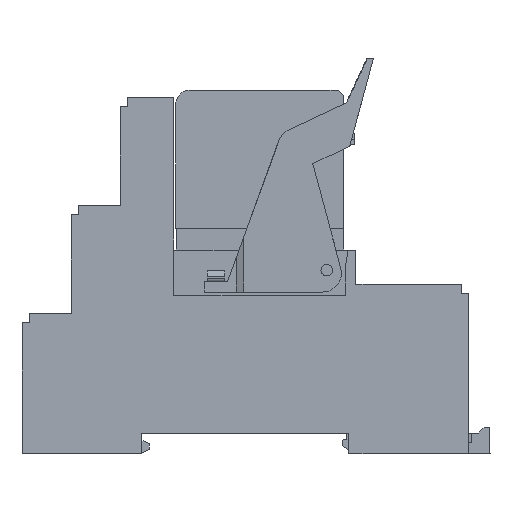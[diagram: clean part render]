
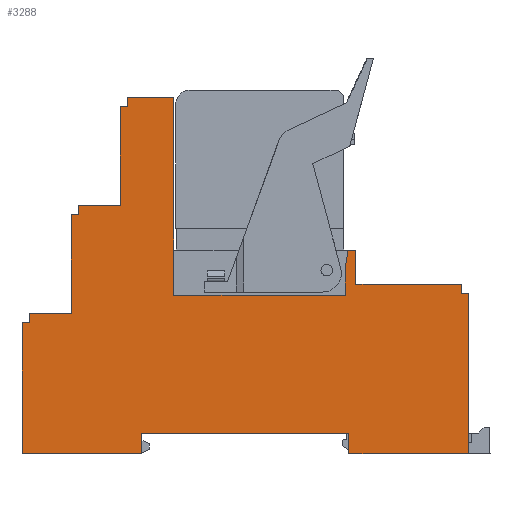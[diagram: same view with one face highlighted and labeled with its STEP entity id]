
A CAD part, left-side view. The second image highlights one B-rep face of the part: STEP entity #3288.
In plain terms, the highlighted planar face has unit normal (-1, 0, 0).
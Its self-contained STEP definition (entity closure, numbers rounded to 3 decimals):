
#3196=AXIS2_PLACEMENT_3D('Plane Axis2P3D',#3193,#3194,#3195) ;
#326=CARTESIAN_POINT('Vertex',(0.,59.75,0.)) ;
#329=CARTESIAN_POINT('Line Origine',(0.,69.95,0.)) ;
#333=CARTESIAN_POINT('Vertex',(0.,80.15,0.)) ;
#358=CARTESIAN_POINT('Line Origine',(0.,80.15,11.2)) ;
#362=CARTESIAN_POINT('Vertex',(0.,80.15,22.4)) ;
#627=CARTESIAN_POINT('Vertex',(0.,78.95,22.4)) ;
#630=CARTESIAN_POINT('Line Origine',(0.,78.95,23.2)) ;
#634=CARTESIAN_POINT('Vertex',(0.,78.95,24.)) ;
#673=CARTESIAN_POINT('Line Origine',(0.,75.35,24.)) ;
#677=CARTESIAN_POINT('Vertex',(0.,71.75,24.)) ;
#894=CARTESIAN_POINT('Line Origine',(0.,71.75,32.45)) ;
#898=CARTESIAN_POINT('Vertex',(0.,71.75,40.9)) ;
#1153=CARTESIAN_POINT('Vertex',(0.,70.55,40.9)) ;
#1156=CARTESIAN_POINT('Line Origine',(0.,70.55,41.7)) ;
#1160=CARTESIAN_POINT('Vertex',(0.,70.55,42.5)) ;
#1197=CARTESIAN_POINT('Line Origine',(0.,66.95,42.5)) ;
#1201=CARTESIAN_POINT('Vertex',(0.,63.35,42.5)) ;
#1342=CARTESIAN_POINT('Line Origine',(0.,63.35,50.95)) ;
#1346=CARTESIAN_POINT('Vertex',(0.,63.35,59.4)) ;
#1597=CARTESIAN_POINT('Vertex',(0.,62.15,59.4)) ;
#1600=CARTESIAN_POINT('Line Origine',(0.,62.15,60.2)) ;
#1604=CARTESIAN_POINT('Vertex',(0.,62.15,61.)) ;
#1641=CARTESIAN_POINT('Line Origine',(0.,58.15,61.)) ;
#1645=CARTESIAN_POINT('Vertex',(0.,54.15,61.)) ;
#1786=CARTESIAN_POINT('Line Origine',(0.,54.15,44.05)) ;
#1790=CARTESIAN_POINT('Vertex',(0.,54.15,27.1)) ;
#2016=CARTESIAN_POINT('Vertex',(0.,24.322,34.85)) ;
#2019=CARTESIAN_POINT('Line Origine',(0.,23.636,34.85)) ;
#2023=CARTESIAN_POINT('Vertex',(0.,22.95,34.85)) ;
#2212=CARTESIAN_POINT('Vertex',(0.,22.95,29.)) ;
#2215=CARTESIAN_POINT('Line Origine',(0.,13.95,29.)) ;
#2219=CARTESIAN_POINT('Vertex',(0.,4.95,29.)) ;
#2489=CARTESIAN_POINT('Line Origine',(0.,4.95,28.2)) ;
#2493=CARTESIAN_POINT('Vertex',(0.,4.95,27.4)) ;
#2780=CARTESIAN_POINT('Vertex',(0.,3.75,27.4)) ;
#2783=CARTESIAN_POINT('Line Origine',(0.,3.75,13.7)) ;
#2787=CARTESIAN_POINT('Vertex',(0.,3.75,0.)) ;
#3034=CARTESIAN_POINT('Vertex',(0.,24.15,3.5)) ;
#3037=CARTESIAN_POINT('Line Origine',(0.,41.95,3.5)) ;
#3041=CARTESIAN_POINT('Vertex',(0.,59.75,3.5)) ;
#3193=CARTESIAN_POINT('Axis2P3D Location',(0.,0.,0.)) ;
#3198=CARTESIAN_POINT('Line Origine',(0.,24.15,1.75)) ;
#3202=CARTESIAN_POINT('Vertex',(0.,24.15,0.)) ;
#3205=CARTESIAN_POINT('Line Origine',(0.,13.95,0.)) ;
#3210=CARTESIAN_POINT('Line Origine',(0.,4.35,27.4)) ;
#3215=CARTESIAN_POINT('Line Origine',(0.,22.95,31.925)) ;
#3220=CARTESIAN_POINT('Line Origine',(0.,24.536,33.425)) ;
#3224=CARTESIAN_POINT('Vertex',(0.,24.75,32.)) ;
#3227=CARTESIAN_POINT('Line Origine',(0.,24.75,29.55)) ;
#3231=CARTESIAN_POINT('Vertex',(0.,24.75,27.1)) ;
#3234=CARTESIAN_POINT('Line Origine',(0.,39.45,27.1)) ;
#3239=CARTESIAN_POINT('Line Origine',(0.,62.75,59.4)) ;
#3244=CARTESIAN_POINT('Line Origine',(0.,71.15,40.9)) ;
#3249=CARTESIAN_POINT('Line Origine',(0.,79.55,22.4)) ;
#3254=CARTESIAN_POINT('Line Origine',(0.,59.75,1.75)) ;
#330=DIRECTION('Vector Direction',(0.,1.,0.)) ;
#359=DIRECTION('Vector Direction',(0.,0.,1.)) ;
#631=DIRECTION('Vector Direction',(0.,0.,1.)) ;
#674=DIRECTION('Vector Direction',(0.,-1.,0.)) ;
#895=DIRECTION('Vector Direction',(0.,0.,1.)) ;
#1157=DIRECTION('Vector Direction',(0.,0.,1.)) ;
#1198=DIRECTION('Vector Direction',(0.,-1.,0.)) ;
#1343=DIRECTION('Vector Direction',(0.,0.,1.)) ;
#1601=DIRECTION('Vector Direction',(0.,0.,1.)) ;
#1642=DIRECTION('Vector Direction',(0.,-1.,0.)) ;
#1787=DIRECTION('Vector Direction',(0.,0.,-1.)) ;
#2020=DIRECTION('Vector Direction',(0.,-1.,0.)) ;
#2216=DIRECTION('Vector Direction',(0.,-1.,0.)) ;
#2490=DIRECTION('Vector Direction',(0.,0.,-1.)) ;
#2784=DIRECTION('Vector Direction',(0.,0.,-1.)) ;
#3038=DIRECTION('Vector Direction',(0.,1.,0.)) ;
#3194=DIRECTION('Axis2P3D Direction',(-1.,0.,0.)) ;
#3195=DIRECTION('Axis2P3D XDirection',(0.,-1.,0.)) ;
#3199=DIRECTION('Vector Direction',(0.,0.,1.)) ;
#3206=DIRECTION('Vector Direction',(0.,1.,0.)) ;
#3211=DIRECTION('Vector Direction',(0.,-1.,0.)) ;
#3216=DIRECTION('Vector Direction',(0.,0.,-1.)) ;
#3221=DIRECTION('Vector Direction',(0.,-0.148,0.989)) ;
#3228=DIRECTION('Vector Direction',(0.,0.,1.)) ;
#3235=DIRECTION('Vector Direction',(0.,-1.,0.)) ;
#3240=DIRECTION('Vector Direction',(0.,-1.,0.)) ;
#3245=DIRECTION('Vector Direction',(0.,-1.,0.)) ;
#3250=DIRECTION('Vector Direction',(0.,-1.,0.)) ;
#3255=DIRECTION('Vector Direction',(0.,0.,-1.)) ;
#331=VECTOR('Line Direction',#330,1.) ;
#360=VECTOR('Line Direction',#359,1.) ;
#632=VECTOR('Line Direction',#631,1.) ;
#675=VECTOR('Line Direction',#674,1.) ;
#896=VECTOR('Line Direction',#895,1.) ;
#1158=VECTOR('Line Direction',#1157,1.) ;
#1199=VECTOR('Line Direction',#1198,1.) ;
#1344=VECTOR('Line Direction',#1343,1.) ;
#1602=VECTOR('Line Direction',#1601,1.) ;
#1643=VECTOR('Line Direction',#1642,1.) ;
#1788=VECTOR('Line Direction',#1787,1.) ;
#2021=VECTOR('Line Direction',#2020,1.) ;
#2217=VECTOR('Line Direction',#2216,1.) ;
#2491=VECTOR('Line Direction',#2490,1.) ;
#2785=VECTOR('Line Direction',#2784,1.) ;
#3039=VECTOR('Line Direction',#3038,1.) ;
#3200=VECTOR('Line Direction',#3199,1.) ;
#3207=VECTOR('Line Direction',#3206,1.) ;
#3212=VECTOR('Line Direction',#3211,1.) ;
#3217=VECTOR('Line Direction',#3216,1.) ;
#3222=VECTOR('Line Direction',#3221,1.) ;
#3229=VECTOR('Line Direction',#3228,1.) ;
#3236=VECTOR('Line Direction',#3235,1.) ;
#3241=VECTOR('Line Direction',#3240,1.) ;
#3246=VECTOR('Line Direction',#3245,1.) ;
#3251=VECTOR('Line Direction',#3250,1.) ;
#3256=VECTOR('Line Direction',#3255,1.) ;
#3260=ORIENTED_EDGE('',*,*,#3204,.T.) ;
#3261=ORIENTED_EDGE('',*,*,#3209,.T.) ;
#3262=ORIENTED_EDGE('',*,*,#2789,.T.) ;
#3263=ORIENTED_EDGE('',*,*,#3214,.T.) ;
#3264=ORIENTED_EDGE('',*,*,#2495,.T.) ;
#3265=ORIENTED_EDGE('',*,*,#2221,.T.) ;
#3266=ORIENTED_EDGE('',*,*,#3219,.T.) ;
#3267=ORIENTED_EDGE('',*,*,#2025,.T.) ;
#3268=ORIENTED_EDGE('',*,*,#3226,.T.) ;
#3269=ORIENTED_EDGE('',*,*,#3233,.T.) ;
#3270=ORIENTED_EDGE('',*,*,#3238,.T.) ;
#3271=ORIENTED_EDGE('',*,*,#1792,.T.) ;
#3272=ORIENTED_EDGE('',*,*,#1647,.T.) ;
#3273=ORIENTED_EDGE('',*,*,#1606,.T.) ;
#3274=ORIENTED_EDGE('',*,*,#3243,.T.) ;
#3275=ORIENTED_EDGE('',*,*,#1348,.T.) ;
#3276=ORIENTED_EDGE('',*,*,#1203,.T.) ;
#3277=ORIENTED_EDGE('',*,*,#1162,.T.) ;
#3278=ORIENTED_EDGE('',*,*,#3248,.T.) ;
#3279=ORIENTED_EDGE('',*,*,#900,.T.) ;
#3280=ORIENTED_EDGE('',*,*,#679,.T.) ;
#3281=ORIENTED_EDGE('',*,*,#636,.T.) ;
#3282=ORIENTED_EDGE('',*,*,#3253,.T.) ;
#3283=ORIENTED_EDGE('',*,*,#364,.T.) ;
#3284=ORIENTED_EDGE('',*,*,#335,.T.) ;
#3285=ORIENTED_EDGE('',*,*,#3258,.T.) ;
#3286=ORIENTED_EDGE('',*,*,#3043,.T.) ;
#3288=ADVANCED_FACE('SOCKEL',(#3287),#3197,.T.) ;
#335=EDGE_CURVE('',#334,#327,#332,.F.) ;
#364=EDGE_CURVE('',#363,#334,#361,.F.) ;
#636=EDGE_CURVE('',#635,#628,#633,.F.) ;
#679=EDGE_CURVE('',#678,#635,#676,.F.) ;
#900=EDGE_CURVE('',#899,#678,#897,.F.) ;
#1162=EDGE_CURVE('',#1161,#1154,#1159,.F.) ;
#1203=EDGE_CURVE('',#1202,#1161,#1200,.F.) ;
#1348=EDGE_CURVE('',#1347,#1202,#1345,.F.) ;
#1606=EDGE_CURVE('',#1605,#1598,#1603,.F.) ;
#1647=EDGE_CURVE('',#1646,#1605,#1644,.F.) ;
#1792=EDGE_CURVE('',#1791,#1646,#1789,.F.) ;
#2025=EDGE_CURVE('',#2024,#2017,#2022,.F.) ;
#2221=EDGE_CURVE('',#2220,#2213,#2218,.F.) ;
#2495=EDGE_CURVE('',#2494,#2220,#2492,.F.) ;
#2789=EDGE_CURVE('',#2788,#2781,#2786,.F.) ;
#3043=EDGE_CURVE('',#3042,#3035,#3040,.F.) ;
#3204=EDGE_CURVE('',#3035,#3203,#3201,.F.) ;
#3209=EDGE_CURVE('',#3203,#2788,#3208,.F.) ;
#3214=EDGE_CURVE('',#2781,#2494,#3213,.F.) ;
#3219=EDGE_CURVE('',#2213,#2024,#3218,.F.) ;
#3226=EDGE_CURVE('',#2017,#3225,#3223,.F.) ;
#3233=EDGE_CURVE('',#3225,#3232,#3230,.F.) ;
#3238=EDGE_CURVE('',#3232,#1791,#3237,.F.) ;
#3243=EDGE_CURVE('',#1598,#1347,#3242,.F.) ;
#3248=EDGE_CURVE('',#1154,#899,#3247,.F.) ;
#3253=EDGE_CURVE('',#628,#363,#3252,.F.) ;
#3258=EDGE_CURVE('',#327,#3042,#3257,.F.) ;
#3259=EDGE_LOOP('',(#3260,#3261,#3262,#3263,#3264,#3265,#3266,#3267,#3268,#3269,#3270,#3271,#3272,#3273,#3274,#3275,#3276,#3277,#3278,#3279,#3280,#3281,#3282,#3283,#3284,#3285,#3286)) ;
#3287=FACE_OUTER_BOUND('',#3259,.T.) ;
#332=LINE('Line',#329,#331) ;
#361=LINE('Line',#358,#360) ;
#633=LINE('Line',#630,#632) ;
#676=LINE('Line',#673,#675) ;
#897=LINE('Line',#894,#896) ;
#1159=LINE('Line',#1156,#1158) ;
#1200=LINE('Line',#1197,#1199) ;
#1345=LINE('Line',#1342,#1344) ;
#1603=LINE('Line',#1600,#1602) ;
#1644=LINE('Line',#1641,#1643) ;
#1789=LINE('Line',#1786,#1788) ;
#2022=LINE('Line',#2019,#2021) ;
#2218=LINE('Line',#2215,#2217) ;
#2492=LINE('Line',#2489,#2491) ;
#2786=LINE('Line',#2783,#2785) ;
#3040=LINE('Line',#3037,#3039) ;
#3201=LINE('Line',#3198,#3200) ;
#3208=LINE('Line',#3205,#3207) ;
#3213=LINE('Line',#3210,#3212) ;
#3218=LINE('Line',#3215,#3217) ;
#3223=LINE('Line',#3220,#3222) ;
#3230=LINE('Line',#3227,#3229) ;
#3237=LINE('Line',#3234,#3236) ;
#3242=LINE('Line',#3239,#3241) ;
#3247=LINE('Line',#3244,#3246) ;
#3252=LINE('Line',#3249,#3251) ;
#3257=LINE('Line',#3254,#3256) ;
#3197=PLANE('',#3196) ;
#327=VERTEX_POINT('',#326) ;
#334=VERTEX_POINT('',#333) ;
#363=VERTEX_POINT('',#362) ;
#628=VERTEX_POINT('',#627) ;
#635=VERTEX_POINT('',#634) ;
#678=VERTEX_POINT('',#677) ;
#899=VERTEX_POINT('',#898) ;
#1154=VERTEX_POINT('',#1153) ;
#1161=VERTEX_POINT('',#1160) ;
#1202=VERTEX_POINT('',#1201) ;
#1347=VERTEX_POINT('',#1346) ;
#1598=VERTEX_POINT('',#1597) ;
#1605=VERTEX_POINT('',#1604) ;
#1646=VERTEX_POINT('',#1645) ;
#1791=VERTEX_POINT('',#1790) ;
#2017=VERTEX_POINT('',#2016) ;
#2024=VERTEX_POINT('',#2023) ;
#2213=VERTEX_POINT('',#2212) ;
#2220=VERTEX_POINT('',#2219) ;
#2494=VERTEX_POINT('',#2493) ;
#2781=VERTEX_POINT('',#2780) ;
#2788=VERTEX_POINT('',#2787) ;
#3035=VERTEX_POINT('',#3034) ;
#3042=VERTEX_POINT('',#3041) ;
#3203=VERTEX_POINT('',#3202) ;
#3225=VERTEX_POINT('',#3224) ;
#3232=VERTEX_POINT('',#3231) ;
